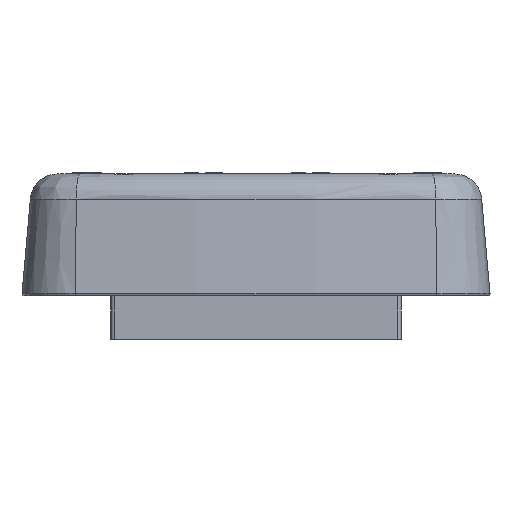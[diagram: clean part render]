
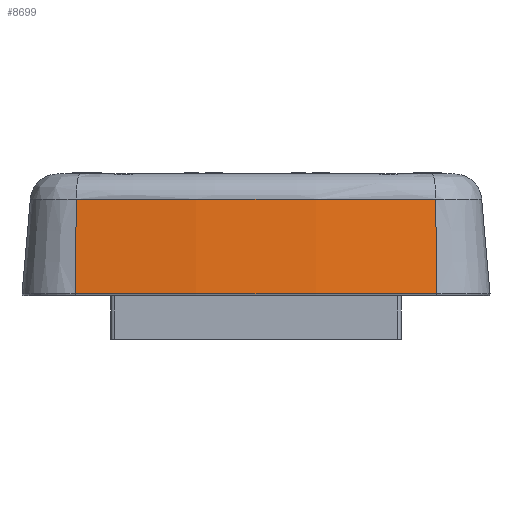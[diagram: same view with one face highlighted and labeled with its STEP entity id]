
A CAD part, left-side view. The second image highlights one B-rep face of the part: STEP entity #8699.
In plain terms, the highlighted conical face has half-angle 5 degrees and reference radius 182.518 mm.
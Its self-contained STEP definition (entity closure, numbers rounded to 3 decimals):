
#266=CONICAL_SURFACE('',#26704,182.518,5.);
#3126=LINE('',#41092,#6004);
#3127=LINE('',#41096,#6005);
#6004=VECTOR('',#33253,1.);
#6005=VECTOR('',#33258,1.);
#7398=FACE_OUTER_BOUND('',#11241,.T.);
#8699=ADVANCED_FACE('',(#7398),#266,.T.);
#11241=EDGE_LOOP('',(#18797,#18798,#18799,#18800));
#11806=CIRCLE('',#26684,182.003);
#11820=CIRCLE('',#26703,183.033);
#18797=ORIENTED_EDGE('',*,*,#24734,.F.);
#18798=ORIENTED_EDGE('',*,*,#24751,.T.);
#18799=ORIENTED_EDGE('',*,*,#24752,.F.);
#18800=ORIENTED_EDGE('',*,*,#24753,.F.);
#21232=VERTEX_POINT('',#40997);
#21233=VERTEX_POINT('',#40999);
#21241=VERTEX_POINT('',#41091);
#21242=VERTEX_POINT('',#41095);
#24734=EDGE_CURVE('',#21232,#21233,#11806,.T.);
#24751=EDGE_CURVE('',#21232,#21241,#3126,.T.);
#24752=EDGE_CURVE('',#21242,#21241,#11820,.T.);
#24753=EDGE_CURVE('',#21233,#21242,#3127,.T.);
#26684=AXIS2_PLACEMENT_3D('',#40998,#33214,#33215);
#26703=AXIS2_PLACEMENT_3D('',#41094,#33256,#33257);
#26704=AXIS2_PLACEMENT_3D('',#41097,#33259,#33260);
#33214=DIRECTION('',(0.,0.,1.));
#33215=DIRECTION('',(-0.992,0.123,0.));
#33253=DIRECTION('',(-0.086,0.011,-0.996));
#33256=DIRECTION('',(0.,0.,-1.));
#33257=DIRECTION('',(-0.992,-0.123,0.));
#33258=DIRECTION('',(-0.086,-0.011,-0.996));
#33259=DIRECTION('',(0.,0.,-1.));
#33260=DIRECTION('',(1.,0.,0.));
#40997=CARTESIAN_POINT('',(-72.382,22.297,11.396));
#40998=CARTESIAN_POINT('',(108.25,0.,11.396));
#40999=CARTESIAN_POINT('',(-72.382,-22.297,11.396));
#41091=CARTESIAN_POINT('',(-73.405,22.423,-0.383));
#41092=CARTESIAN_POINT('',(-72.382,22.297,11.396));
#41094=CARTESIAN_POINT('',(108.25,0.,-0.383));
#41095=CARTESIAN_POINT('',(-73.405,-22.423,-0.383));
#41096=CARTESIAN_POINT('',(-72.382,-22.297,11.396));
#41097=CARTESIAN_POINT('',(108.25,0.,5.507));
